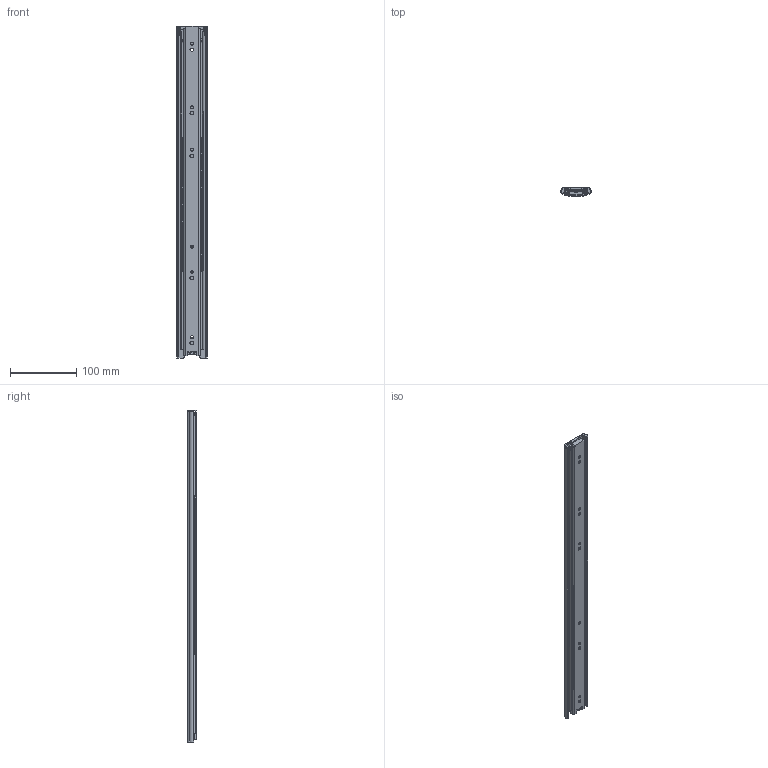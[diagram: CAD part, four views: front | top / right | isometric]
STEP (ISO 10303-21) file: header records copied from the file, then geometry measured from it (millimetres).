
FILE_DESCRIPTION((''),'2;1');
FILE_NAME('TS 514613 - 500mm.stp','2012-11-13T18:09:18',('MelKon'),(''),'Autodesk Inventor 2011','Autodesk Inventor 2011','');
FILE_SCHEMA(('AUTOMOTIVE_DESIGN { 1 0 10303 214 1 1 1 1 }'));
Length unit declared in the file: millimetre
Products named in the file (17): TS 514613 - 500mm; Schiene breit 500mm kpl.; Schiene breit 500mm; Endkappe Schiene gross; Puffer; Kugelkäfigleiste 500mm; Kugel 4,75mm; Schiene mittig 500mm kpl.; Schiene mittig 500mm; Endkappe Schiene mittig; Kugelkäfig 500mm; Schiene schmal 500mm kpl.; Schiene schmal 500mm; Niete; Sicherung
Assembly tree (59 placements, depth 3):
  TS 514613 - 500mm
    Schiene breit 500mm kpl.
      Schiene breit 500mm
      Endkappe Schiene gross
      Puffer
    Kugelkäfigleiste 500mm  x2
      Kugelkäfigleiste 500mm
      Kugel 4,75mm
    Schiene mittig 500mm kpl.
      Schiene mittig 500mm
      Endkappe Schiene mittig
    Kugelkäfig 500mm
      Kugelkäfig 500mm
      Kugel 4,75mm  x32
    Schiene schmal 500mm kpl.
      Schiene schmal 500mm
      Niete
      Sicherung
Bounding box: 45.56 x 12.5 x 500 mm (x, y, z)
Volume: 110168.8 mm3; surface area: 180888.8 mm2
Topology: 66 solids, 66 shells, 1235 faces, 3878 edges, 2550 vertices
Faces by surface type: plane 668, cylinder 485, sphere 60, torus 16, cone 4, bspline 2
Full cylindrical faces by diameter (mm): 3 x1, 3.3 x1, 4.4 x5, 4.6 x6, 4.95 x22, 5 x1, 5.3 x1, 6.4 x4, 7.8 x1, 9.3 x1, 9.55 x1, 11 x8
Entity records: 41033 total; most frequent: CARTESIAN_POINT 7928, ORIENTED_EDGE 6982, DIRECTION 6755, EDGE_CURVE 3491, VECTOR 2481, LINE 2481, VERTEX_POINT 2332, AXIS2_PLACEMENT_3D 2137
